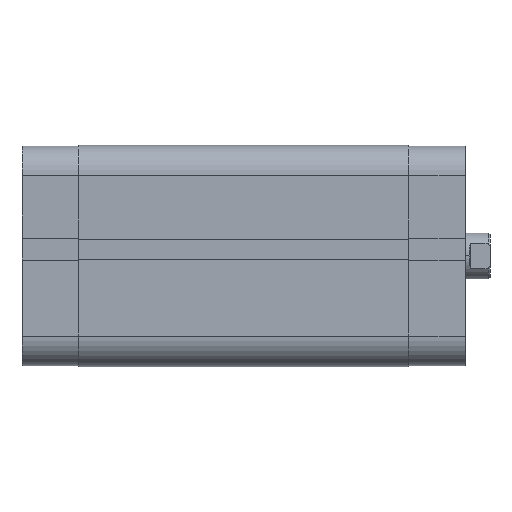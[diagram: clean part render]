
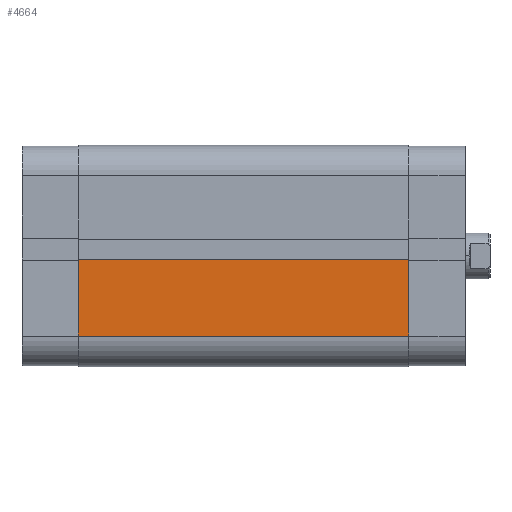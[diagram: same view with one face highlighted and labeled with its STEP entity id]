
A CAD part, top view. The second image highlights one B-rep face of the part: STEP entity #4664.
In plain terms, the highlighted face is planar.
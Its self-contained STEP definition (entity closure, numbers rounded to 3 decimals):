
#120 = VERTEX_POINT ( 'NONE', #830 ) ;
#133 = VERTEX_POINT ( 'NONE', #827 ) ;
#447 = CARTESIAN_POINT ( 'NONE',  ( 29., 21., 0. ) ) ;
#633 = CARTESIAN_POINT ( 'NONE',  ( 29., 21., 86.5 ) ) ;
#701 = VERTEX_POINT ( 'NONE', #447 ) ;
#759 = VERTEX_POINT ( 'NONE', #633 ) ;
#827 = CARTESIAN_POINT ( 'NONE',  ( 29., 0.85, 86.5 ) ) ;
#830 = CARTESIAN_POINT ( 'NONE',  ( 29., 0.85, 0. ) ) ;
#903 = DIRECTION ( 'NONE',  ( 0., -1., 0. ) ) ;
#909 = CARTESIAN_POINT ( 'NONE',  ( 29., -63.941, 86.5 ) ) ;
#962 = EDGE_CURVE ( 'NONE', #759, #133, #5844, .T. ) ;
#966 = EDGE_CURVE ( 'NONE', #133, #120, #5841, .T. ) ;
#970 = EDGE_CURVE ( 'NONE', #759, #701, #5859, .T. ) ;
#971 = EDGE_CURVE ( 'NONE', #701, #120, #5847, .T. ) ;
#1070 = DIRECTION ( 'NONE',  ( 0., -1., 0. ) ) ;
#1106 = CARTESIAN_POINT ( 'NONE',  ( 29., -63.941, 0. ) ) ;
#1110 = CARTESIAN_POINT ( 'NONE',  ( 29., 21., 86.5 ) ) ;
#1143 = DIRECTION ( 'NONE',  ( 0., 0., -1. ) ) ;
#1176 = DIRECTION ( 'NONE',  ( 0., 0., -1. ) ) ;
#1178 = CARTESIAN_POINT ( 'NONE',  ( 29., 0.85, 86.5 ) ) ;
#1769 = PLANE ( 'NONE',  #5333 ) ;
#1772 = CARTESIAN_POINT ( 'NONE',  ( 29., -63.941, 86.5 ) ) ;
#1778 = DIRECTION ( 'NONE',  ( 1., 0., 0. ) ) ;
#1779 = DIRECTION ( 'NONE',  ( 0., 1., 0. ) ) ;
#4078 = EDGE_LOOP ( 'NONE', ( #4525, #4524, #4523, #4522 ) ) ;
#4522 = ORIENTED_EDGE ( 'NONE', *, *, #966, .T. ) ;
#4523 = ORIENTED_EDGE ( 'NONE', *, *, #962, .T. ) ;
#4524 = ORIENTED_EDGE ( 'NONE', *, *, #970, .F. ) ;
#4525 = ORIENTED_EDGE ( 'NONE', *, *, #971, .F. ) ;
#4664 = ADVANCED_FACE ( 'NONE', ( #6068 ), #1769, .T. ) ;
#5333 = AXIS2_PLACEMENT_3D ( 'NONE', #1772, #1778, #1779 ) ;
#5835 = VECTOR ( 'NONE', #1176, 1000. ) ;
#5841 = LINE ( 'NONE', #1178, #5835 ) ;
#5844 = LINE ( 'NONE', #909, #5845 ) ;
#5845 = VECTOR ( 'NONE', #903, 1000. ) ;
#5847 = LINE ( 'NONE', #1106, #5861 ) ;
#5859 = LINE ( 'NONE', #1110, #5860 ) ;
#5860 = VECTOR ( 'NONE', #1143, 1000. ) ;
#5861 = VECTOR ( 'NONE', #1070, 1000. ) ;
#6068 = FACE_OUTER_BOUND ( 'NONE', #4078, .T. ) ;
